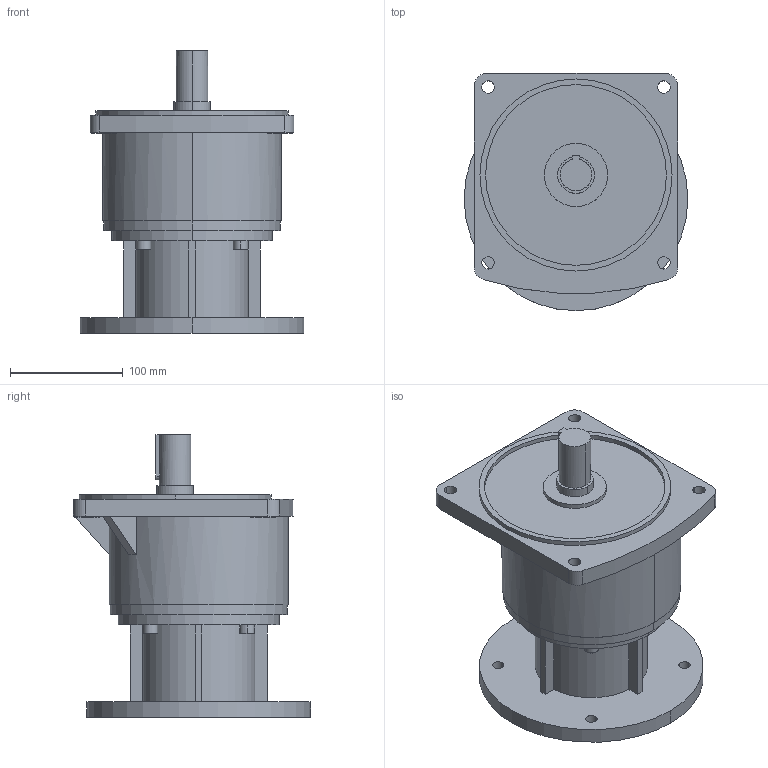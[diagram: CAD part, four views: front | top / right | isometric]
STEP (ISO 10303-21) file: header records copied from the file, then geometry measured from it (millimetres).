
FILE_DESCRIPTION (( 'STEP AP214' ), '1' );
FILE_NAME ('STP_28_750W 1HP_A楊擘_VO梓袧_1.step', '2021-12-06T08:22:06', ( 'IT Division' ), ( 'IT' ), 'SwSTEP 2.0', 'SolidWorks 2016', '' );
FILE_SCHEMA (( 'AUTOMOTIVE_DESIGN' ));
Length unit declared in the file: millimetre
Products named in the file (1): STP_28_750W 1HP_A楊擘_VO梓袧_1
Bounding box: 198 x 209.8 x 250 mm (x, y, z)
Volume: 3356771.1 mm3; surface area: 229057.7 mm2
Topology: 1 solids, 1 shells, 163 faces, 395 edges, 259 vertices
Faces by surface type: plane 87, cylinder 68, torus 8
Entity records: 5137 total; most frequent: DIRECTION 879, CARTESIAN_POINT 848, ORIENTED_EDGE 790, EDGE_CURVE 395, AXIS2_PLACEMENT_3D 322, VERTEX_POINT 259, VECTOR 235, LINE 235
